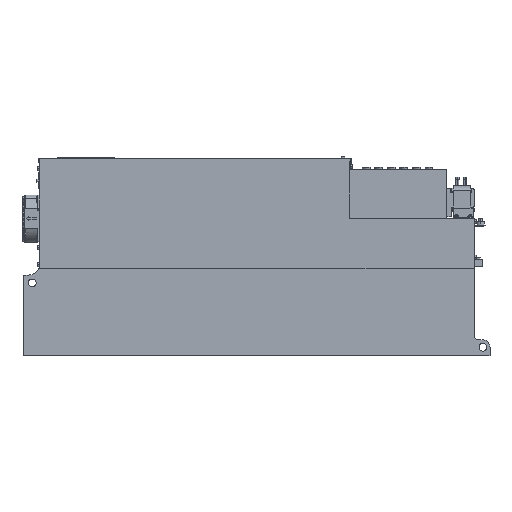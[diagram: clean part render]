
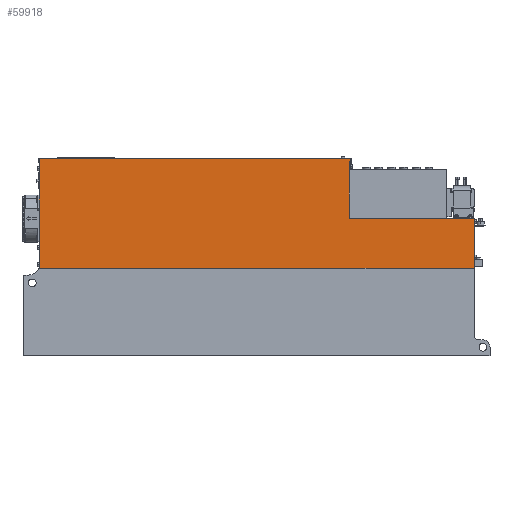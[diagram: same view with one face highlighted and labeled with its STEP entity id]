
A CAD part, left-side view. The second image highlights one B-rep face of the part: STEP entity #59918.
In plain terms, the highlighted planar face has unit normal (-1, 0, 0).
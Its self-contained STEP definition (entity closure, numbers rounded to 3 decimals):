
#8752=DIRECTION('',(0.,0.,-1.));
#8753=VECTOR('',#8752,9.);
#8754=CARTESIAN_POINT('',(-175.7,-38.75,500.));
#8755=LINE('',#8754,#8753);
#8784=DIRECTION('',(0.,1.,0.));
#8785=VECTOR('',#8784,0.75);
#8786=CARTESIAN_POINT('',(-175.7,-38.75,491.));
#8787=LINE('',#8786,#8785);
#8788=DIRECTION('',(0.,1.,0.));
#8789=VECTOR('',#8788,788.25);
#8790=CARTESIAN_POINT('',(-175.7,-827.,500.));
#8791=LINE('',#8790,#8789);
#8792=DIRECTION('',(0.,0.,1.));
#8793=VECTOR('',#8792,142.7);
#8794=CARTESIAN_POINT('',(-175.7,-822.85,348.3));
#8795=LINE('',#8794,#8793);
#8796=DIRECTION('',(0.,1.,0.));
#8797=VECTOR('',#8796,317.15);
#8798=CARTESIAN_POINT('',(-175.7,-1140.,348.3));
#8799=LINE('',#8798,#8797);
#8800=DIRECTION('',(0.,0.,1.));
#8801=VECTOR('',#8800,127.15);
#8802=CARTESIAN_POINT('',(-175.7,-1140.,221.15));
#8803=LINE('',#8802,#8801);
#8804=DIRECTION('',(0.,-1.,0.));
#8805=VECTOR('',#8804,1102.);
#8806=CARTESIAN_POINT('',(-175.7,-38.,221.15));
#8807=LINE('',#8806,#8805);
#8808=DIRECTION('',(0.,0.,-1.));
#8809=VECTOR('',#8808,269.85);
#8810=CARTESIAN_POINT('',(-175.7,-38.,491.));
#8811=LINE('',#8810,#8809);
#8840=DIRECTION('',(0.,0.,-1.));
#8841=VECTOR('',#8840,9.);
#8842=CARTESIAN_POINT('',(-175.7,-827.,500.));
#8843=LINE('',#8842,#8841);
#33614=DIRECTION('',(0.,1.,0.));
#33615=VECTOR('',#33614,4.15);
#33616=CARTESIAN_POINT('',(-175.7,-827.,491.));
#33617=LINE('',#33616,#33615);
#39263=CARTESIAN_POINT('',(-175.7,-38.,491.));
#39264=CARTESIAN_POINT('',(-175.7,-38.,221.15));
#39265=VERTEX_POINT('',#39263);
#39266=VERTEX_POINT('',#39264);
#39267=CARTESIAN_POINT('',(-175.7,-1140.,221.15));
#39268=VERTEX_POINT('',#39267);
#39269=CARTESIAN_POINT('',(-175.7,-1140.,348.3));
#39270=VERTEX_POINT('',#39269);
#39271=CARTESIAN_POINT('',(-175.7,-822.85,348.3));
#39272=VERTEX_POINT('',#39271);
#45542=CARTESIAN_POINT('',(-175.7,-827.,500.));
#45544=VERTEX_POINT('',#45542);
#45545=CARTESIAN_POINT('',(-175.7,-827.,491.));
#45546=VERTEX_POINT('',#45545);
#45559=CARTESIAN_POINT('',(-175.7,-38.75,500.));
#45560=VERTEX_POINT('',#45559);
#45565=CARTESIAN_POINT('',(-175.7,-822.85,491.));
#45567=VERTEX_POINT('',#45565);
#45578=CARTESIAN_POINT('',(-175.7,-38.75,491.));
#45580=VERTEX_POINT('',#45578);
#59895=CARTESIAN_POINT('',(-175.7,0.,0.));
#59896=DIRECTION('',(-1.,0.,0.));
#59897=DIRECTION('',(0.,-1.,0.));
#59898=AXIS2_PLACEMENT_3D('',#59895,#59896,#59897);
#59899=PLANE('',#59898);
#59900=ORIENTED_EDGE('',*,*,#51259,.F.);
#59901=ORIENTED_EDGE('',*,*,#59870,.F.);
#59902=ORIENTED_EDGE('',*,*,#59774,.F.);
#59904=ORIENTED_EDGE('',*,*,#59903,.T.);
#59906=ORIENTED_EDGE('',*,*,#59905,.T.);
#59908=ORIENTED_EDGE('',*,*,#59907,.F.);
#59910=ORIENTED_EDGE('',*,*,#59909,.F.);
#59912=ORIENTED_EDGE('',*,*,#59911,.F.);
#59914=ORIENTED_EDGE('',*,*,#59913,.F.);
#59915=ORIENTED_EDGE('',*,*,#51610,.F.);
#59916=EDGE_LOOP('',(#59900,#59901,#59902,#59904,#59906,#59908,#59910,#59912,
#59914,#59915));
#59917=FACE_OUTER_BOUND('',#59916,.F.);
#59918=ADVANCED_FACE('',(#59917),#59899,.T.);
#51259=EDGE_CURVE('',#45580,#39265,#8787,.T.);
#51610=EDGE_CURVE('',#39265,#39266,#8811,.T.);
#59774=EDGE_CURVE('',#45544,#45560,#8791,.T.);
#59870=EDGE_CURVE('',#45560,#45580,#8755,.T.);
#59903=EDGE_CURVE('',#45544,#45546,#8843,.T.);
#59905=EDGE_CURVE('',#45546,#45567,#33617,.T.);
#59907=EDGE_CURVE('',#39272,#45567,#8795,.T.);
#59909=EDGE_CURVE('',#39270,#39272,#8799,.T.);
#59911=EDGE_CURVE('',#39268,#39270,#8803,.T.);
#59913=EDGE_CURVE('',#39266,#39268,#8807,.T.);
